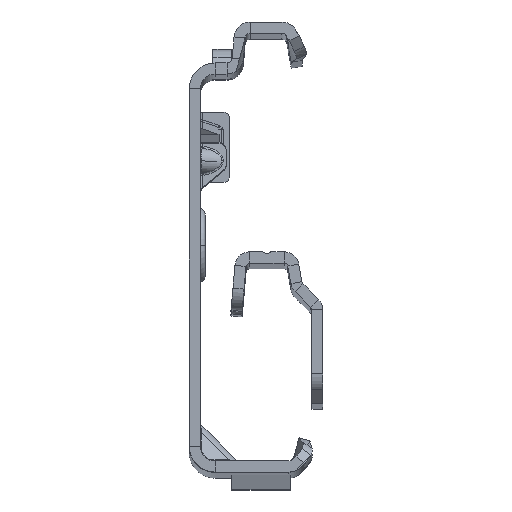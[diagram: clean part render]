
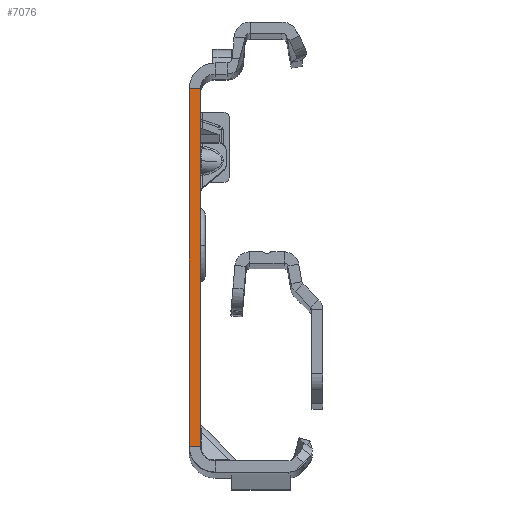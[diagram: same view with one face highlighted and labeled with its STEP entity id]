
A CAD part, top view. The second image highlights one B-rep face of the part: STEP entity #7076.
In plain terms, the highlighted planar face has unit normal (0, 0, 1).
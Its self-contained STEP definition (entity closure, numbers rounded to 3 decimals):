
#1347 = EDGE_CURVE ( 'NONE', #50802, #3697, #37727, .T. ) ;
#3697 = VERTEX_POINT ( 'NONE', #29684 ) ;
#6403 = EDGE_CURVE ( 'NONE', #24371, #3697, #22365, .T. ) ;
#7076 = ADVANCED_FACE ( 'NONE', ( #16478 ), #37549, .T. ) ;
#7219 = ORIENTED_EDGE ( 'NONE', *, *, #20372, .F. ) ;
#11983 = DIRECTION ( 'NONE',  ( 0., -1., 0. ) ) ;
#12250 = CARTESIAN_POINT ( 'NONE',  ( 0., -27.865, 0. ) ) ;
#13477 = CARTESIAN_POINT ( 'NONE',  ( 0., -25.865, 0. ) ) ;
#14601 = ORIENTED_EDGE ( 'NONE', *, *, #44374, .T. ) ;
#16478 = FACE_OUTER_BOUND ( 'NONE', #45018, .T. ) ;
#20255 = CARTESIAN_POINT ( 'NONE',  ( -1.5, -27.865, 0. ) ) ;
#20372 = EDGE_CURVE ( 'NONE', #24049, #24371, #28181, .T. ) ;
#20777 = DIRECTION ( 'NONE',  ( 0., 0., 1. ) ) ;
#20872 = CARTESIAN_POINT ( 'NONE',  ( -1.5, 22.135, 0. ) ) ;
#22365 = LINE ( 'NONE', #50030, #31058 ) ;
#22813 = DIRECTION ( 'NONE',  ( -1., 0., 0. ) ) ;
#24049 = VERTEX_POINT ( 'NONE', #28375 ) ;
#24371 = VERTEX_POINT ( 'NONE', #13477 ) ;
#28181 = LINE ( 'NONE', #12250, #43112 ) ;
#28375 = CARTESIAN_POINT ( 'NONE',  ( 0., 22.135, 0. ) ) ;
#29684 = CARTESIAN_POINT ( 'NONE',  ( -1.5, -25.865, 0. ) ) ;
#31058 = VECTOR ( 'NONE', #41880, 1000. ) ;
#31624 = VECTOR ( 'NONE', #33667, 1000. ) ;
#31988 = CARTESIAN_POINT ( 'NONE',  ( 0., 22.135, 0. ) ) ;
#32725 = ORIENTED_EDGE ( 'NONE', *, *, #6403, .F. ) ;
#33667 = DIRECTION ( 'NONE',  ( 0., -1., 0. ) ) ;
#33745 = VECTOR ( 'NONE', #22813, 1000. ) ;
#34965 = ORIENTED_EDGE ( 'NONE', *, *, #1347, .T. ) ;
#35406 = AXIS2_PLACEMENT_3D ( 'NONE', #20255, #20777, #37271 ) ;
#35493 = LINE ( 'NONE', #31988, #33745 ) ;
#37271 = DIRECTION ( 'NONE',  ( 1., 0., 0. ) ) ;
#37549 = PLANE ( 'NONE',  #35406 ) ;
#37727 = LINE ( 'NONE', #45344, #31624 ) ;
#41880 = DIRECTION ( 'NONE',  ( -1., 0., 0. ) ) ;
#43112 = VECTOR ( 'NONE', #11983, 1000. ) ;
#44374 = EDGE_CURVE ( 'NONE', #24049, #50802, #35493, .T. ) ;
#45018 = EDGE_LOOP ( 'NONE', ( #7219, #14601, #34965, #32725 ) ) ;
#45344 = CARTESIAN_POINT ( 'NONE',  ( -1.5, -27.865, 0. ) ) ;
#50030 = CARTESIAN_POINT ( 'NONE',  ( 0., -25.865, 0. ) ) ;
#50802 = VERTEX_POINT ( 'NONE', #20872 ) ;
